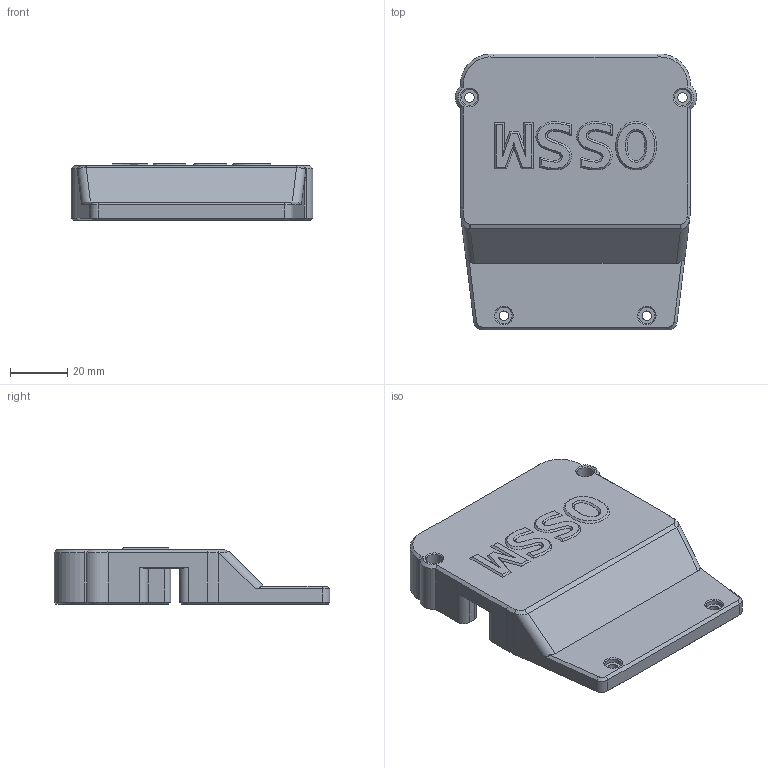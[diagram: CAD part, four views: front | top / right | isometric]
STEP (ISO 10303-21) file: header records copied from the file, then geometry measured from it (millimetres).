
FILE_DESCRIPTION(/* description */ (''),/* implementation_level */ '2;1');
FILE_NAME(/* name */ 'OSSM - Body - 2.x AIO - Cover - Extra Clearance.step',/* time_stamp */ '2024-11-13T12:47:43-05:00',/* author */ (''),/* organization */ (''),/* preprocessor_version */ 'ST-DEVELOPER v20',/* originating_system */ 'Autodesk Translation Framework v13.20.0.188',/* authorisation */ '');
FILE_SCHEMA (('AUTOMOTIVE_DESIGN { 1 0 10303 214 3 1 1 }'));
Length unit declared in the file: millimetre
Products named in the file (1): OSSM - Body 2.x AIO
Bounding box: 84.5 x 96.51 x 19.6 mm (x, y, z)
Volume: 67487.2 mm3; surface area: 23476 mm2
Topology: 1 solids, 1 shells, 194 faces, 464 edges, 281 vertices
Faces by surface type: plane 82, cylinder 41, cone 35, bspline 29, torus 7
Full cylindrical faces by diameter (mm): 3.3 x4, 5.7 x4, 8 x1
Entity records: 7963 total; most frequent: CARTESIAN_POINT 3608, ORIENTED_EDGE 926, DIRECTION 830, EDGE_CURVE 463, AXIS2_PLACEMENT_3D 288, VERTEX_POINT 281, LINE 254, VECTOR 254
